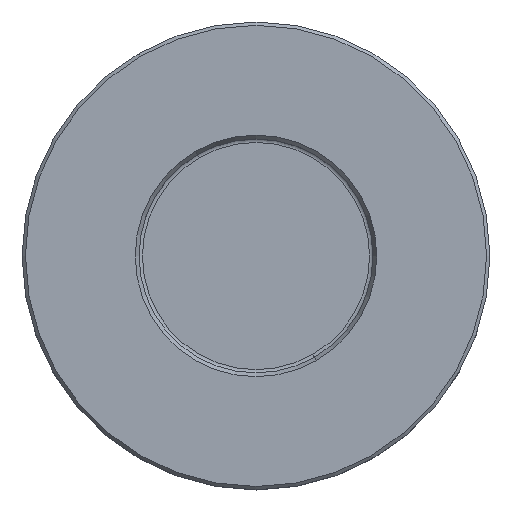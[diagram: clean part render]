
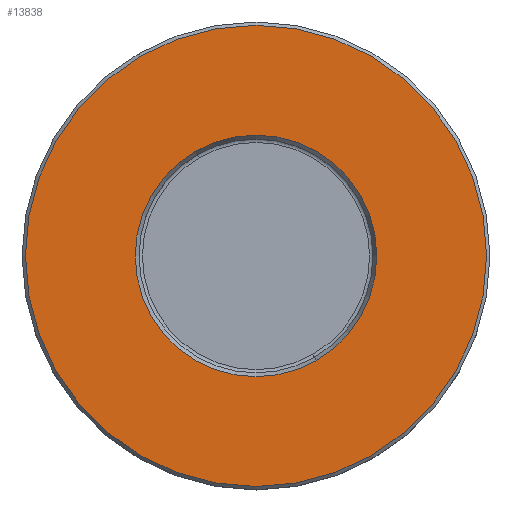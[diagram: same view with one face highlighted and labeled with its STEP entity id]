
A CAD part, top view. The second image highlights one B-rep face of the part: STEP entity #13838.
In plain terms, the highlighted planar face has unit normal (0, 0, 1).
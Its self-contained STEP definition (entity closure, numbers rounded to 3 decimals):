
#223=CARTESIAN_POINT('',(0.,0.,40.));
#224=DIRECTION('',(0.,0.,1.));
#225=DIRECTION('',(-0.5,0.866,0.));
#226=AXIS2_PLACEMENT_3D('',#223,#224,#225);
#231=CARTESIAN_POINT('',(0.,0.,40.));
#232=DIRECTION('',(0.,0.,-1.));
#233=DIRECTION('',(-0.5,0.866,0.));
#234=AXIS2_PLACEMENT_3D('',#231,#232,#233);
#253=CARTESIAN_POINT('',(0.,0.,40.));
#254=DIRECTION('',(0.,0.,-1.));
#255=DIRECTION('',(-0.5,0.866,0.));
#256=AXIS2_PLACEMENT_3D('',#253,#254,#255);
#261=CARTESIAN_POINT('',(0.,0.,40.));
#262=DIRECTION('',(0.,0.,1.));
#263=DIRECTION('',(-0.5,0.866,0.));
#264=AXIS2_PLACEMENT_3D('',#261,#262,#263);
#13453=CARTESIAN_POINT('',(-9.039,15.655,40.));
#13454=VERTEX_POINT('',#13453);
#13455=CARTESIAN_POINT('',(-17.25,29.878,40.));
#13457=VERTEX_POINT('',#13455);
#13515=CARTESIAN_POINT('',(9.039,-15.655,40.));
#13516=VERTEX_POINT('',#13515);
#13517=CARTESIAN_POINT('',(17.25,-29.878,40.));
#13519=VERTEX_POINT('',#13517);
#13823=CARTESIAN_POINT('',(0.,0.,40.));
#13824=DIRECTION('',(0.,0.,1.));
#13825=DIRECTION('',(0.5,-0.866,0.));
#13826=AXIS2_PLACEMENT_3D('',#13823,#13824,#13825);
#13827=PLANE('',#13826);
#13829=ORIENTED_EDGE('',*,*,#13828,.T.);
#13831=ORIENTED_EDGE('',*,*,#13830,.F.);
#13832=EDGE_LOOP('',(#13829,#13831));
#13833=FACE_OUTER_BOUND('',#13832,.F.);
#13834=ORIENTED_EDGE('',*,*,#13805,.T.);
#13835=ORIENTED_EDGE('',*,*,#13816,.F.);
#13836=EDGE_LOOP('',(#13834,#13835));
#13837=FACE_BOUND('',#13836,.F.);
#13838=ADVANCED_FACE('',(#13833,#13837),#13827,.T.);
#227=CIRCLE('',#226,18.077);
#235=CIRCLE('',#234,18.077);
#257=CIRCLE('',#256,34.5);
#265=CIRCLE('',#264,34.5);
#13805=EDGE_CURVE('',#13454,#13516,#227,.T.);
#13816=EDGE_CURVE('',#13454,#13516,#235,.T.);
#13828=EDGE_CURVE('',#13457,#13519,#257,.T.);
#13830=EDGE_CURVE('',#13457,#13519,#265,.T.);
